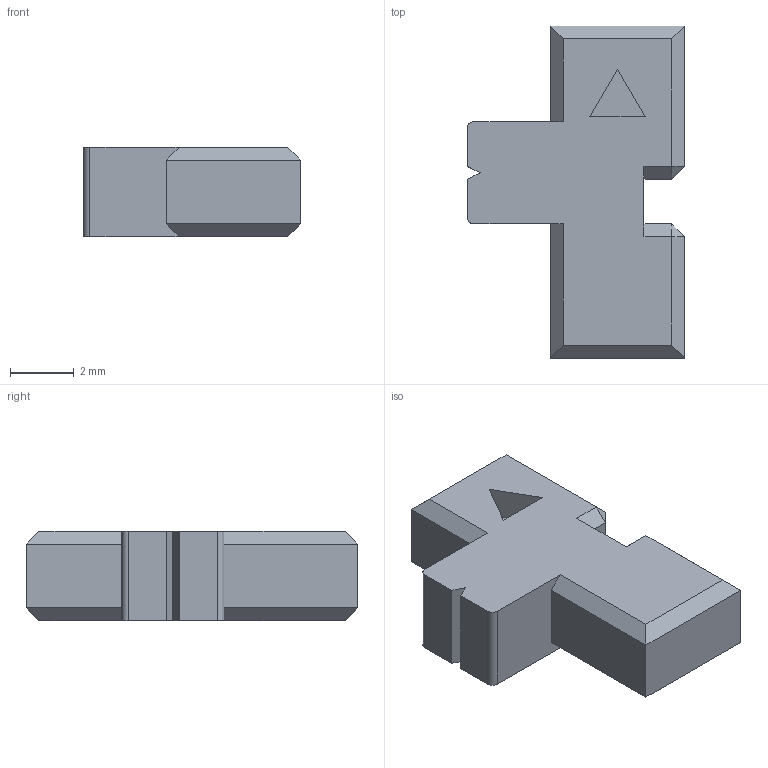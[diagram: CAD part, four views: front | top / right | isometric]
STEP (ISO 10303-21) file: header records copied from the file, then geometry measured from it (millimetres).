
FILE_DESCRIPTION(('FreeCAD Model'),'2;1');
FILE_NAME('Open CASCADE Shape Model','2025-08-31T14:08:52',(''),(''), 'Open CASCADE STEP processor 7.8','FreeCAD','Unknown');
FILE_SCHEMA(('AUTOMOTIVE_DESIGN { 1 0 10303 214 1 1 1 1 }'));
Length unit declared in the file: millimetre
Products named in the file (1): Switch
Bounding box: 6.8 x 10.4 x 2.8 mm (x, y, z)
Volume: 134.6 mm3; surface area: 195.6 mm2
Topology: 1 solids, 1 shells, 45 faces, 114 edges, 72 vertices
Faces by surface type: plane 43, cylinder 2
Entity records: 1338 total; most frequent: CARTESIAN_POINT 232, ORIENTED_EDGE 228, DIRECTION 210, EDGE_CURVE 114, LINE 110, VECTOR 110, VERTEX_POINT 72, AXIS2_PLACEMENT_3D 50
